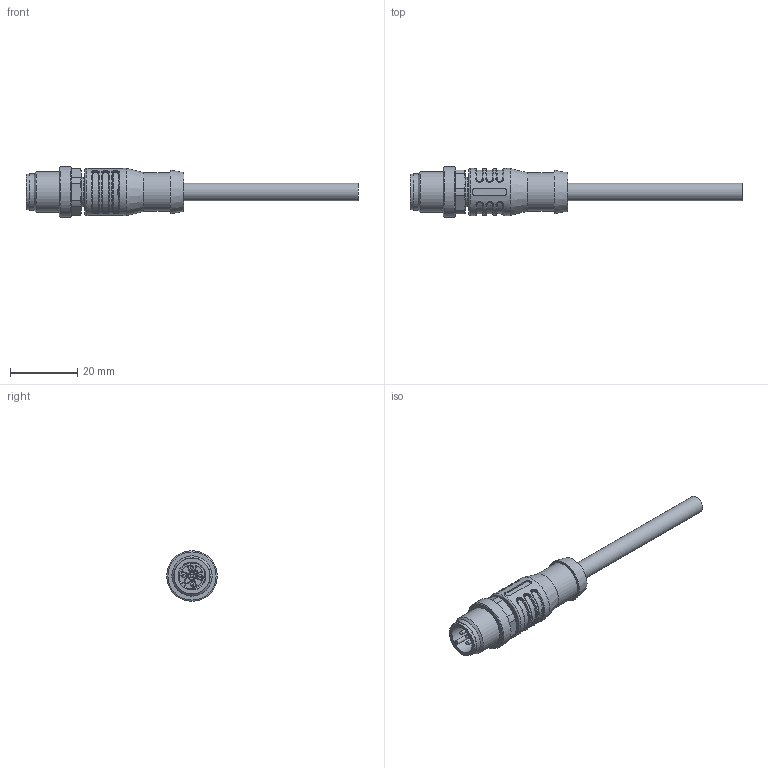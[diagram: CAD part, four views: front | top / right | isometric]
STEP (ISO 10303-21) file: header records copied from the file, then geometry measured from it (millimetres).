
FILE_DESCRIPTION(/* description */ (''),/* implementation_level */ '2;1');
FILE_NAME(/* name */ 'CD-WAS5-m.stp',/* time_stamp */ '2018-09-21T08:40:20+02:00',/* author */ ('ESCHA GmbH & Co. KG'),/* organization */ ('ESCHA GmbH & Co. KG'),/* preprocessor_version */ 'ST-DEVELOPER v16',/* originating_system */ 'SIEMENS PLM Software NX 10.0',/* authorisation */ '');
FILE_SCHEMA (('AUTOMOTIVE_DESIGN { 1 0 10303 214 3 1 1 1 }'));
Length unit declared in the file: millimetre
Products named in the file (1): CD-WAS5-m_stp
Bounding box: 98.61 x 15 x 15 mm (x, y, z)
Volume: 6560.2 mm3; surface area: 3661.6 mm2
Topology: 1 solids, 1 shells, 276 faces, 680 edges, 428 vertices
Faces by surface type: plane 91, cylinder 71, torus 35, extrusion 32, bspline 30, cone 12, sphere 5
Full cylindrical faces by diameter (mm): 1 x5, 2 x1, 5.2 x1, 8.3 x1, 8.7 x1, 10.5 x1, 10.8 x1, 11.5 x1, 12 x1, 14 x1, 15 x1
Entity records: 9295 total; most frequent: CARTESIAN_POINT 3215, ORIENTED_EDGE 1256, DIRECTION 1189, EDGE_CURVE 628, AXIS2_PLACEMENT_3D 451, VERTEX_POINT 405, EDGE_LOOP 327, VECTOR 287
